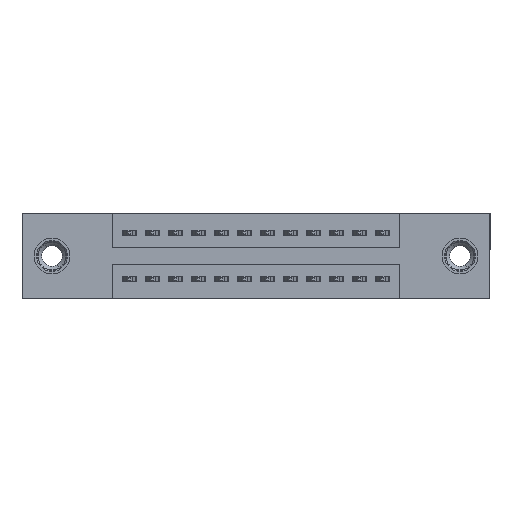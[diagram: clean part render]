
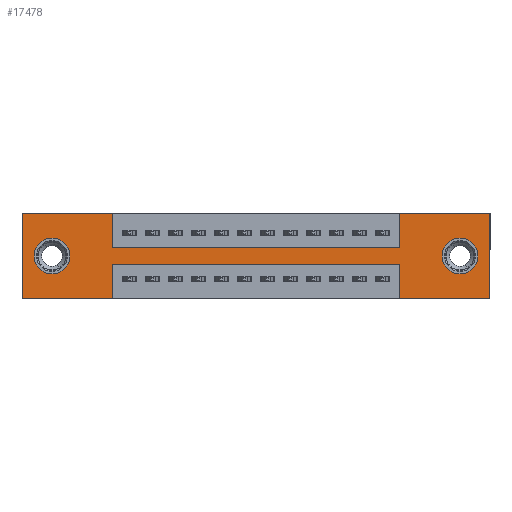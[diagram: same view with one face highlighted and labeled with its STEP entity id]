
A CAD part, front view. The second image highlights one B-rep face of the part: STEP entity #17478.
In plain terms, the highlighted planar face has unit normal (0, -1, 0).
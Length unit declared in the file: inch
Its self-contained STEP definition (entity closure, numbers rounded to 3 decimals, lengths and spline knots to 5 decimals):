
#44 = CIRCLE ( 'NONE', #4744, 0.078 ) ;
#71 = CARTESIAN_POINT ( 'NONE',  ( 0., 0., 0. ) ) ;
#388 = LINE ( 'NONE', #13794, #7198 ) ;
#413 = DIRECTION ( 'NONE',  ( 0., 0., -1. ) ) ;
#637 = LINE ( 'NONE', #4871, #11622 ) ;
#720 = CARTESIAN_POINT ( 'NONE',  ( 0.3925, 0., -0.37 ) ) ;
#831 = CARTESIAN_POINT ( 'NONE',  ( 0.13, 0., -0.107 ) ) ;
#1041 = ORIENTED_EDGE ( 'NONE', *, *, #8032, .F. ) ;
#1139 = CARTESIAN_POINT ( 'NONE',  ( 0.3925, 0., 0. ) ) ;
#1155 = DIRECTION ( 'NONE',  ( 0., 0., -1. ) ) ;
#1185 = VECTOR ( 'NONE', #6410, 39.37008 ) ;
#1438 = DIRECTION ( 'NONE',  ( 0., 0., 1. ) ) ;
#1480 = DIRECTION ( 'NONE',  ( -1., 0., 0. ) ) ;
#1525 = VERTEX_POINT ( 'NONE', #5974 ) ;
#1526 = ORIENTED_EDGE ( 'NONE', *, *, #8813, .F. ) ;
#1530 = DIRECTION ( 'NONE',  ( 0., 0., 1. ) ) ;
#1700 = VERTEX_POINT ( 'NONE', #10226 ) ;
#1731 = CARTESIAN_POINT ( 'NONE',  ( 2.035, 0., 0. ) ) ;
#1869 = FACE_OUTER_BOUND ( 'NONE', #10000, .T. ) ;
#2418 = DIRECTION ( 'NONE',  ( 0., 1., 0. ) ) ;
#2481 = CARTESIAN_POINT ( 'NONE',  ( 1.6425, 0., -0.15 ) ) ;
#2677 = EDGE_CURVE ( 'NONE', #7648, #11766, #8448, .T. ) ;
#2745 = EDGE_CURVE ( 'NONE', #4074, #17645, #14933, .T. ) ;
#3141 = EDGE_CURVE ( 'NONE', #3914, #9766, #5512, .T. ) ;
#3155 = VERTEX_POINT ( 'NONE', #17243 ) ;
#3374 = ORIENTED_EDGE ( 'NONE', *, *, #14807, .T. ) ;
#3474 = EDGE_CURVE ( 'NONE', #9274, #12214, #44, .T. ) ;
#3528 = LINE ( 'NONE', #13479, #10705 ) ;
#3715 = VECTOR ( 'NONE', #1155, 39.37008 ) ;
#3762 = VECTOR ( 'NONE', #1438, 39.37008 ) ;
#3914 = VERTEX_POINT ( 'NONE', #15975 ) ;
#3926 = DIRECTION ( 'NONE',  ( 1., 0., 0. ) ) ;
#4074 = VERTEX_POINT ( 'NONE', #17707 ) ;
#4101 = CARTESIAN_POINT ( 'NONE',  ( 0.3925, 0., -0.22 ) ) ;
#4119 = ORIENTED_EDGE ( 'NONE', *, *, #11665, .T. ) ;
#4363 = CARTESIAN_POINT ( 'NONE',  ( 1.6425, 0., -0.37 ) ) ;
#4550 = VERTEX_POINT ( 'NONE', #8807 ) ;
#4556 = VECTOR ( 'NONE', #11235, 39.37008 ) ;
#4577 = CARTESIAN_POINT ( 'NONE',  ( 0., 0., -0.37 ) ) ;
#4744 = AXIS2_PLACEMENT_3D ( 'NONE', #10714, #11788, #15963 ) ;
#4871 = CARTESIAN_POINT ( 'NONE',  ( 0., 0., 0. ) ) ;
#5005 = DIRECTION ( 'NONE',  ( 1., 0., 0. ) ) ;
#5305 = FACE_BOUND ( 'NONE', #14400, .T. ) ;
#5324 = VERTEX_POINT ( 'NONE', #10683 ) ;
#5512 = LINE ( 'NONE', #4577, #8883 ) ;
#5974 = CARTESIAN_POINT ( 'NONE',  ( 1.905, 0., -0.107 ) ) ;
#6147 = AXIS2_PLACEMENT_3D ( 'NONE', #7808, #17462, #9263 ) ;
#6410 = DIRECTION ( 'NONE',  ( 1., 0., 0. ) ) ;
#6440 = ORIENTED_EDGE ( 'NONE', *, *, #8788, .F. ) ;
#6505 = DIRECTION ( 'NONE',  ( 0., 0., 1. ) ) ;
#6702 = ORIENTED_EDGE ( 'NONE', *, *, #15857, .F. ) ;
#6725 = ORIENTED_EDGE ( 'NONE', *, *, #2677, .F. ) ;
#6950 = LINE ( 'NONE', #720, #17546 ) ;
#7074 = ORIENTED_EDGE ( 'NONE', *, *, #15003, .T. ) ;
#7198 = VECTOR ( 'NONE', #3926, 39.37008 ) ;
#7321 = VERTEX_POINT ( 'NONE', #11298 ) ;
#7368 = ORIENTED_EDGE ( 'NONE', *, *, #3474, .T. ) ;
#7395 = CARTESIAN_POINT ( 'NONE',  ( 0.13, 0., -0.185 ) ) ;
#7431 = CARTESIAN_POINT ( 'NONE',  ( 0.3925, 0., -0.22 ) ) ;
#7648 = VERTEX_POINT ( 'NONE', #13448 ) ;
#7770 = AXIS2_PLACEMENT_3D ( 'NONE', #11023, #2418, #12404 ) ;
#7808 = CARTESIAN_POINT ( 'NONE',  ( 1.905, 0., -0.185 ) ) ;
#8032 = EDGE_CURVE ( 'NONE', #9766, #7648, #11347, .T. ) ;
#8171 = CIRCLE ( 'NONE', #7770, 0.078 ) ;
#8448 = LINE ( 'NONE', #7431, #15813 ) ;
#8616 = DIRECTION ( 'NONE',  ( -1., 0., 0. ) ) ;
#8628 = ORIENTED_EDGE ( 'NONE', *, *, #10910, .F. ) ;
#8788 = EDGE_CURVE ( 'NONE', #17257, #3155, #3528, .T. ) ;
#8807 = CARTESIAN_POINT ( 'NONE',  ( 0., 0., 0. ) ) ;
#8813 = EDGE_CURVE ( 'NONE', #11766, #1700, #6950, .T. ) ;
#8822 = DIRECTION ( 'NONE',  ( 0., 0., 1. ) ) ;
#8829 = LINE ( 'NONE', #18037, #4556 ) ;
#8883 = VECTOR ( 'NONE', #8616, 39.37008 ) ;
#8970 = VECTOR ( 'NONE', #10419, 39.37008 ) ;
#9068 = DIRECTION ( 'NONE',  ( 0., -1., 0. ) ) ;
#9263 = DIRECTION ( 'NONE',  ( 0., 0., -1. ) ) ;
#9274 = VERTEX_POINT ( 'NONE', #14412 ) ;
#9619 = EDGE_LOOP ( 'NONE', ( #7074, #4119 ) ) ;
#9766 = VERTEX_POINT ( 'NONE', #11225 ) ;
#9905 = CIRCLE ( 'NONE', #6147, 0.078 ) ;
#10000 = EDGE_LOOP ( 'NONE', ( #1526, #6725, #1041, #13169, #6702, #13998, #6440, #11809, #11588, #8628, #16403, #16039 ) ) ;
#10030 = LINE ( 'NONE', #71, #13234 ) ;
#10150 = EDGE_CURVE ( 'NONE', #7321, #4550, #10030, .T. ) ;
#10226 = CARTESIAN_POINT ( 'NONE',  ( 0.3925, 0., -0.37 ) ) ;
#10319 = VERTEX_POINT ( 'NONE', #10575 ) ;
#10419 = DIRECTION ( 'NONE',  ( 0., 0., -1. ) ) ;
#10575 = CARTESIAN_POINT ( 'NONE',  ( 2.035, 0., 0. ) ) ;
#10683 = CARTESIAN_POINT ( 'NONE',  ( 1.905, 0., -0.263 ) ) ;
#10705 = VECTOR ( 'NONE', #6505, 39.37008 ) ;
#10710 = CARTESIAN_POINT ( 'NONE',  ( 0.3925, 0., -0.15 ) ) ;
#10714 = CARTESIAN_POINT ( 'NONE',  ( 0.13, 0., -0.185 ) ) ;
#10909 = AXIS2_PLACEMENT_3D ( 'NONE', #14553, #9068, #413 ) ;
#10910 = EDGE_CURVE ( 'NONE', #4550, #4074, #16229, .T. ) ;
#11023 = CARTESIAN_POINT ( 'NONE',  ( 1.905, 0., -0.185 ) ) ;
#11225 = CARTESIAN_POINT ( 'NONE',  ( 1.6425, 0., -0.37 ) ) ;
#11235 = DIRECTION ( 'NONE',  ( -1., 0., 0. ) ) ;
#11298 = CARTESIAN_POINT ( 'NONE',  ( 0., 0., -0.37 ) ) ;
#11347 = LINE ( 'NONE', #4363, #3762 ) ;
#11588 = ORIENTED_EDGE ( 'NONE', *, *, #2745, .F. ) ;
#11622 = VECTOR ( 'NONE', #5005, 39.37008 ) ;
#11665 = EDGE_CURVE ( 'NONE', #5324, #1525, #8171, .T. ) ;
#11766 = VERTEX_POINT ( 'NONE', #4101 ) ;
#11788 = DIRECTION ( 'NONE',  ( 0., 1., 0. ) ) ;
#11809 = ORIENTED_EDGE ( 'NONE', *, *, #15504, .F. ) ;
#12214 = VERTEX_POINT ( 'NONE', #831 ) ;
#12359 = EDGE_CURVE ( 'NONE', #1700, #7321, #8829, .T. ) ;
#12382 = FACE_BOUND ( 'NONE', #9619, .T. ) ;
#12404 = DIRECTION ( 'NONE',  ( 0., 0., -1. ) ) ;
#12660 = LINE ( 'NONE', #1731, #8970 ) ;
#13169 = ORIENTED_EDGE ( 'NONE', *, *, #3141, .F. ) ;
#13234 = VECTOR ( 'NONE', #1530, 39.37008 ) ;
#13448 = CARTESIAN_POINT ( 'NONE',  ( 1.6425, 0., -0.22 ) ) ;
#13479 = CARTESIAN_POINT ( 'NONE',  ( 1.6425, 0., 0. ) ) ;
#13794 = CARTESIAN_POINT ( 'NONE',  ( 0.3925, 0., -0.15 ) ) ;
#13973 = CIRCLE ( 'NONE', #14887, 0.078 ) ;
#13998 = ORIENTED_EDGE ( 'NONE', *, *, #14415, .F. ) ;
#14400 = EDGE_LOOP ( 'NONE', ( #3374, #7368 ) ) ;
#14412 = CARTESIAN_POINT ( 'NONE',  ( 0.13, 0., -0.263 ) ) ;
#14415 = EDGE_CURVE ( 'NONE', #3155, #10319, #637, .T. ) ;
#14553 = CARTESIAN_POINT ( 'NONE',  ( 0., 0., -0.37 ) ) ;
#14807 = EDGE_CURVE ( 'NONE', #12214, #9274, #13973, .T. ) ;
#14887 = AXIS2_PLACEMENT_3D ( 'NONE', #7395, #17078, #8822 ) ;
#14933 = LINE ( 'NONE', #1139, #3715 ) ;
#15003 = EDGE_CURVE ( 'NONE', #1525, #5324, #9905, .T. ) ;
#15504 = EDGE_CURVE ( 'NONE', #17645, #17257, #388, .T. ) ;
#15813 = VECTOR ( 'NONE', #1480, 39.37008 ) ;
#15857 = EDGE_CURVE ( 'NONE', #10319, #3914, #12660, .T. ) ;
#15963 = DIRECTION ( 'NONE',  ( 0., 0., 1. ) ) ;
#15975 = CARTESIAN_POINT ( 'NONE',  ( 2.035, 0., -0.37 ) ) ;
#16039 = ORIENTED_EDGE ( 'NONE', *, *, #12359, .F. ) ;
#16154 = CARTESIAN_POINT ( 'NONE',  ( 0., 0., 0. ) ) ;
#16229 = LINE ( 'NONE', #16154, #1185 ) ;
#16403 = ORIENTED_EDGE ( 'NONE', *, *, #10150, .F. ) ;
#17078 = DIRECTION ( 'NONE',  ( 0., 1., 0. ) ) ;
#17243 = CARTESIAN_POINT ( 'NONE',  ( 1.6425, 0., 0. ) ) ;
#17257 = VERTEX_POINT ( 'NONE', #2481 ) ;
#17294 = PLANE ( 'NONE',  #10909 ) ;
#17462 = DIRECTION ( 'NONE',  ( 0., 1., 0. ) ) ;
#17478 = ADVANCED_FACE ( 'NONE', ( #12382, #5305, #1869 ), #17294, .T. ) ;
#17546 = VECTOR ( 'NONE', #17581, 39.37008 ) ;
#17581 = DIRECTION ( 'NONE',  ( 0., 0., -1. ) ) ;
#17645 = VERTEX_POINT ( 'NONE', #10710 ) ;
#17707 = CARTESIAN_POINT ( 'NONE',  ( 0.3925, 0., 0. ) ) ;
#18037 = CARTESIAN_POINT ( 'NONE',  ( 0., 0., -0.37 ) ) ;
